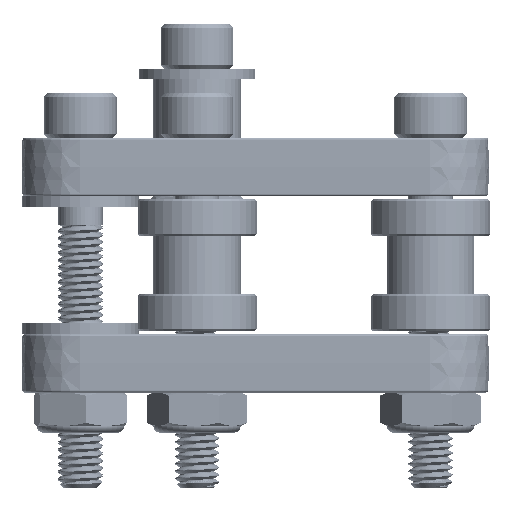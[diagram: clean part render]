
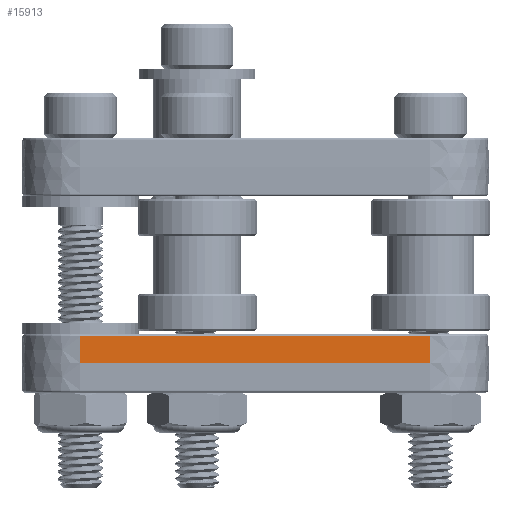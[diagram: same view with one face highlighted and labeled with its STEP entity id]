
A CAD part, front view. The second image highlights one B-rep face of the part: STEP entity #15913.
In plain terms, the highlighted planar face has unit normal (0, -1, 0.018).
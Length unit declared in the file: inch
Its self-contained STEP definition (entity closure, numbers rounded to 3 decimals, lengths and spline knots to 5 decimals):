
#4077 = CARTESIAN_POINT ( 'NONE',  ( 0., -0.75, 0. ) ) ;
#5435 = ORIENTED_EDGE ( 'NONE', *, *, #29736, .T. ) ;
#5674 = VECTOR ( 'NONE', #34601, 39.37008 ) ;
#6248 = LINE ( 'NONE', #41266, #5674 ) ;
#6577 = DIRECTION ( 'NONE',  ( 0., -0.017, -1. ) ) ;
#6803 = CARTESIAN_POINT ( 'NONE',  ( 0., -0.75, 0. ) ) ;
#8406 = CARTESIAN_POINT ( 'NONE',  ( 0., -0.75, 0. ) ) ;
#8625 = DIRECTION ( 'NONE',  ( 0., 0.017, 1. ) ) ;
#10142 = AXIS2_PLACEMENT_3D ( 'NONE', #4077, #11178, #24686 ) ;
#11178 = DIRECTION ( 'NONE',  ( 0., -1., 0.017 ) ) ;
#11287 = VERTEX_POINT ( 'NONE', #24761 ) ;
#11360 = CARTESIAN_POINT ( 'NONE',  ( 1.5, -0.74799, 0.11517 ) ) ;
#13504 = CARTESIAN_POINT ( 'NONE',  ( 1.5, -0.75, 0. ) ) ;
#15913 = ADVANCED_FACE ( 'NONE', ( #17606 ), #41628, .T. ) ;
#17606 = FACE_OUTER_BOUND ( 'NONE', #31930, .T. ) ;
#18598 = LINE ( 'NONE', #6803, #24238 ) ;
#19845 = CARTESIAN_POINT ( 'NONE',  ( 1.5, -0.75, 0. ) ) ;
#23188 = ORIENTED_EDGE ( 'NONE', *, *, #36420, .T. ) ;
#24238 = VECTOR ( 'NONE', #6577, 39.37008 ) ;
#24686 = DIRECTION ( 'NONE',  ( 0., -0.017, -1. ) ) ;
#24728 = ORIENTED_EDGE ( 'NONE', *, *, #32144, .T. ) ;
#24761 = CARTESIAN_POINT ( 'NONE',  ( 0., -0.74799, 0.11517 ) ) ;
#29736 = EDGE_CURVE ( 'NONE', #32173, #43958, #6248, .T. ) ;
#30103 = LINE ( 'NONE', #19845, #34466 ) ;
#31930 = EDGE_LOOP ( 'NONE', ( #24728, #23188, #38869, #5435 ) ) ;
#32144 = EDGE_CURVE ( 'NONE', #43958, #41418, #30103, .T. ) ;
#32173 = VERTEX_POINT ( 'NONE', #8406 ) ;
#34327 = DIRECTION ( 'NONE',  ( -1., 0., 0. ) ) ;
#34466 = VECTOR ( 'NONE', #8625, 39.37008 ) ;
#34601 = DIRECTION ( 'NONE',  ( 1., 0., 0. ) ) ;
#36420 = EDGE_CURVE ( 'NONE', #41418, #11287, #45108, .T. ) ;
#37550 = CARTESIAN_POINT ( 'NONE',  ( 0., -0.74799, 0.11517 ) ) ;
#38869 = ORIENTED_EDGE ( 'NONE', *, *, #40399, .T. ) ;
#40399 = EDGE_CURVE ( 'NONE', #11287, #32173, #18598, .T. ) ;
#41266 = CARTESIAN_POINT ( 'NONE',  ( 0., -0.75, 0. ) ) ;
#41418 = VERTEX_POINT ( 'NONE', #11360 ) ;
#41628 = PLANE ( 'NONE',  #10142 ) ;
#42237 = VECTOR ( 'NONE', #34327, 39.37008 ) ;
#43958 = VERTEX_POINT ( 'NONE', #13504 ) ;
#45108 = LINE ( 'NONE', #37550, #42237 ) ;
